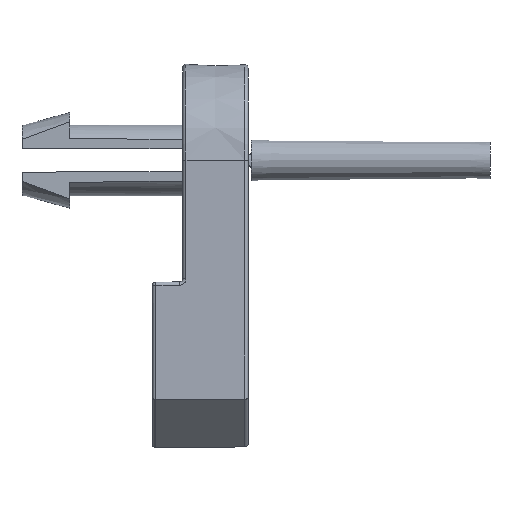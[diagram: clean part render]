
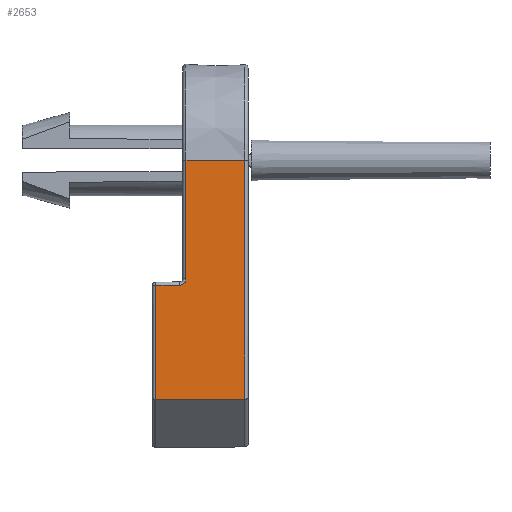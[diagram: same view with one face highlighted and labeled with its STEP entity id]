
A CAD part, left-side view. The second image highlights one B-rep face of the part: STEP entity #2653.
In plain terms, the highlighted planar face has unit normal (-1, -0.009, 0).
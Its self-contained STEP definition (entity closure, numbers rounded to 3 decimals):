
#50=ELLIPSE('',#2929,0.4,0.4);
#475=FACE_OUTER_BOUND('',#651,.T.);
#651=EDGE_LOOP('',(#2239,#2240,#2241,#2242,#2243,#2244,#2245));
#796=LINE('',#4648,#972);
#809=LINE('',#4692,#985);
#813=LINE('',#4712,#989);
#817=LINE('',#4725,#993);
#829=LINE('',#4892,#1005);
#844=LINE('',#4932,#1020);
#972=VECTOR('',#3419,10.);
#985=VECTOR('',#3464,10.);
#989=VECTOR('',#3488,10.);
#993=VECTOR('',#3504,10.);
#1005=VECTOR('',#3586,10.);
#1020=VECTOR('',#3639,10.);
#1195=VERTEX_POINT('',#4641);
#1197=VERTEX_POINT('',#4647);
#1212=VERTEX_POINT('',#4691);
#1217=VERTEX_POINT('',#4707);
#1218=VERTEX_POINT('',#4711);
#1221=VERTEX_POINT('',#4723);
#1239=VERTEX_POINT('',#4876);
#1499=EDGE_CURVE('',#1197,#1195,#796,.T.);
#1521=EDGE_CURVE('',#1195,#1212,#809,.T.);
#1531=EDGE_CURVE('',#1217,#1218,#813,.T.);
#1538=EDGE_CURVE('',#1217,#1221,#817,.T.);
#1566=EDGE_CURVE('',#1212,#1239,#50,.T.);
#1574=EDGE_CURVE('',#1239,#1221,#829,.T.);
#1596=EDGE_CURVE('',#1218,#1197,#844,.T.);
#2239=ORIENTED_EDGE('',*,*,#1499,.F.);
#2240=ORIENTED_EDGE('',*,*,#1596,.F.);
#2241=ORIENTED_EDGE('',*,*,#1531,.F.);
#2242=ORIENTED_EDGE('',*,*,#1538,.T.);
#2243=ORIENTED_EDGE('',*,*,#1574,.F.);
#2244=ORIENTED_EDGE('',*,*,#1566,.F.);
#2245=ORIENTED_EDGE('',*,*,#1521,.F.);
#2525=PLANE('',#2957);
#2653=ADVANCED_FACE('',(#475),#2525,.T.);
#2929=AXIS2_PLACEMENT_3D('',#4877,#3563,#3564);
#2957=AXIS2_PLACEMENT_3D('',#4931,#3637,#3638);
#3419=DIRECTION('',(0.,0.,1.));
#3464=DIRECTION('',(0.009,-1.,0.009));
#3488=DIRECTION('',(0.,0.,-1.));
#3504=DIRECTION('',(-0.009,1.,0.));
#3563=DIRECTION('center_axis',(-1.,-0.009,
0.));
#3564=DIRECTION('ref_axis',(0.009,-1.,0.));
#3586=DIRECTION('',(0.,0.,1.));
#3637=DIRECTION('center_axis',(-1.,-0.009,
0.));
#3638=DIRECTION('ref_axis',(0.,0.,1.));
#3639=DIRECTION('',(-0.009,1.,-0.004));
#4641=CARTESIAN_POINT('',(-6.051,5.798,-7.851));
#4647=CARTESIAN_POINT('',(-6.051,5.798,-15.021));
#4648=CARTESIAN_POINT('',(-6.051,5.798,-3.574));
#4691=CARTESIAN_POINT('',(-6.037,4.295,-7.838));
#4692=CARTESIAN_POINT('',(-6.025,2.918,-7.825));
#4707=CARTESIAN_POINT('',(-6.002,0.198,0.));
#4711=CARTESIAN_POINT('',(-6.002,0.198,-15.001));
#4712=CARTESIAN_POINT('',(-6.002,0.198,-3.574));
#4723=CARTESIAN_POINT('',(-6.034,3.898,0.));
#4725=CARTESIAN_POINT('',(-6.,0.,0.));
#4876=CARTESIAN_POINT('',(-6.034,3.898,-7.438));
#4877=CARTESIAN_POINT('Origin',(-6.038,4.298,-7.438));
#4892=CARTESIAN_POINT('',(-6.034,3.898,-0.076));
#4931=CARTESIAN_POINT('Origin',(-6.,0.,0.));
#4932=CARTESIAN_POINT('',(-6.,-0.027,-15.));
